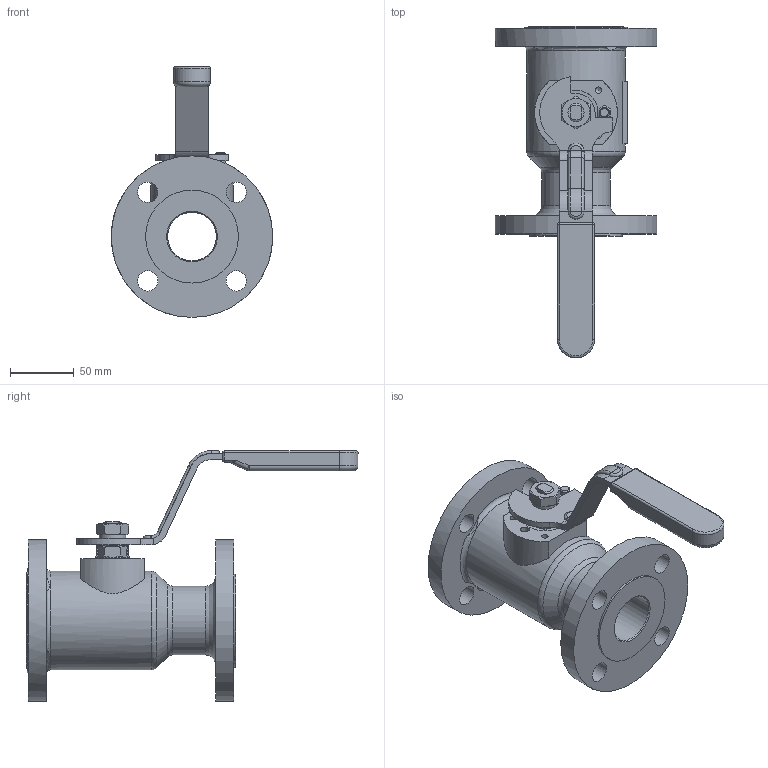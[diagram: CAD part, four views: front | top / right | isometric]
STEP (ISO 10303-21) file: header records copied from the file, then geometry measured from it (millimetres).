
FILE_DESCRIPTION((''),'2;1');
FILE_NAME('GA-F519-15-CL150-W-A-1.stp','2011-05-16T12:54:25',('jaday'),(''),'Autodesk Inventor 2009','Autodesk Inventor 2009','');
FILE_SCHEMA(('AUTOMOTIVE_DESIGN { 1 0 10303 214 1 1 1 1 }'));
Length unit declared in the file: millimetre
Products named in the file (9): GA-F519-15-CL150-W-A-1; GA-B51915-20200-A-1; GA-F519-15-STEM-BUILD-A-1; GA-B00015-06002-A-1; GA-B00015-52001-A-1; GA-B05115-01002-A-1; GA-B00015-34000-A-1; M14-0-000-5DS-A-1; GA-51-15-031-A-1
Assembly tree (9 placements, depth 2):
  GA-F519-15-CL150-W-A-1
    GA-B51915-20200-A-1
    GA-F519-15-STEM-BUILD-A-1
    GA-B00015-06002-A-1  x2
    GA-B00015-52001-A-1
    GA-B05115-01002-A-1
    GA-B00015-34000-A-1
    M14-0-000-5DS-A-1
    GA-51-15-031-A-1
Bounding box: 127 x 261.01 x 197.12 mm (x, y, z)
Volume: 809372.4 mm3; surface area: 151110.6 mm2
Topology: 9 solids, 9 shells, 321 faces, 794 edges, 494 vertices
Faces by surface type: plane 142, cylinder 96, bspline 36, cone 32, torus 9, sphere 6
Full cylindrical faces by diameter (mm): 7.925 x1, 14.288 x1, 16 x8, 19.89 x1, 27 x1, 35.085 x1, 38.25 x1, 54 x1, 73 x1, 74.85 x1, 77.6 x1, 81.702 x1, 127 x2
Entity records: 9851 total; most frequent: CARTESIAN_POINT 2858, DIRECTION 1412, ORIENTED_EDGE 1356, EDGE_CURVE 678, AXIS2_PLACEMENT_3D 535, VERTEX_POINT 448, EDGE_LOOP 378, VECTOR 342
